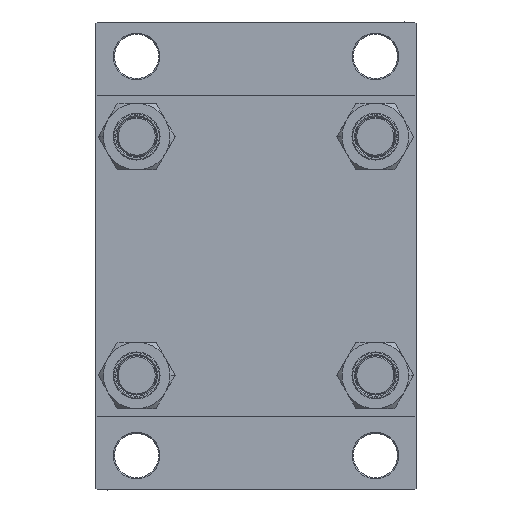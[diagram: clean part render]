
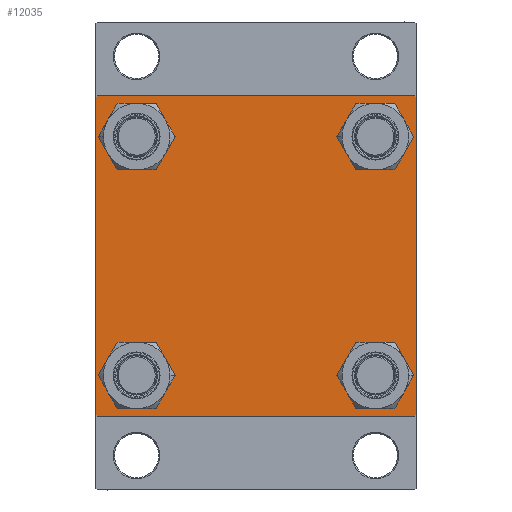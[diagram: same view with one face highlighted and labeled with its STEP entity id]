
A CAD part, left-side view. The second image highlights one B-rep face of the part: STEP entity #12035.
In plain terms, the highlighted planar face has unit normal (-1, 0, 0).
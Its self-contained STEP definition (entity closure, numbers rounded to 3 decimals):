
#14 = DIRECTION ( 'NONE',  ( 1., 0., 0. ) ) ;
#124 = VECTOR ( 'NONE', #38693, 1000. ) ;
#194 = VERTEX_POINT ( 'NONE', #31090 ) ;
#732 = CARTESIAN_POINT ( 'NONE',  ( 0., 64.5, 65. ) ) ;
#987 = VERTEX_POINT ( 'NONE', #38978 ) ;
#1251 = CARTESIAN_POINT ( 'NONE',  ( 0., -65., 64.5 ) ) ;
#1530 = VERTEX_POINT ( 'NONE', #9633 ) ;
#1628 = CARTESIAN_POINT ( 'NONE',  ( 0., -65., -64.5 ) ) ;
#2488 = VERTEX_POINT ( 'NONE', #9164 ) ;
#2818 = ORIENTED_EDGE ( 'NONE', *, *, #44915, .T. ) ;
#3163 = CARTESIAN_POINT ( 'NONE',  ( 0., -48.45, 48.45 ) ) ;
#3296 = DIRECTION ( 'NONE',  ( 0., 0., 1. ) ) ;
#3437 = EDGE_CURVE ( 'NONE', #987, #23754, #42112, .T. ) ;
#3640 = LINE ( 'NONE', #29224, #41914 ) ;
#4208 = VERTEX_POINT ( 'NONE', #1628 ) ;
#5090 = DIRECTION ( 'NONE',  ( 1., 0., 0. ) ) ;
#5305 = DIRECTION ( 'NONE',  ( 0., 0., 1. ) ) ;
#5329 = VERTEX_POINT ( 'NONE', #22162 ) ;
#5461 = LINE ( 'NONE', #17038, #16503 ) ;
#5923 = CARTESIAN_POINT ( 'NONE',  ( 0., -48.45, -56.95 ) ) ;
#6408 = EDGE_CURVE ( 'NONE', #46448, #1530, #9767, .T. ) ;
#6466 = EDGE_CURVE ( 'NONE', #38235, #36031, #34893, .T. ) ;
#6532 = AXIS2_PLACEMENT_3D ( 'NONE', #7394, #15748, #3296 ) ;
#6966 = EDGE_CURVE ( 'NONE', #2488, #5329, #17197, .T. ) ;
#7016 = EDGE_CURVE ( 'NONE', #30963, #38534, #34182, .T. ) ;
#7119 = ORIENTED_EDGE ( 'NONE', *, *, #29160, .F. ) ;
#7211 = VERTEX_POINT ( 'NONE', #16070 ) ;
#7394 = CARTESIAN_POINT ( 'NONE',  ( 0., -48.45, -48.45 ) ) ;
#7593 = DIRECTION ( 'NONE',  ( 0., 0., 1. ) ) ;
#7760 = ORIENTED_EDGE ( 'NONE', *, *, #24691, .T. ) ;
#8588 = VECTOR ( 'NONE', #46995, 1000. ) ;
#8875 = AXIS2_PLACEMENT_3D ( 'NONE', #42865, #32475, #17014 ) ;
#9028 = CARTESIAN_POINT ( 'NONE',  ( 0., 64.75, -64.75 ) ) ;
#9164 = CARTESIAN_POINT ( 'NONE',  ( 0., 48.45, 56.95 ) ) ;
#9223 = LINE ( 'NONE', #12603, #124 ) ;
#9633 = CARTESIAN_POINT ( 'NONE',  ( 0., -64.5, 65. ) ) ;
#9767 = LINE ( 'NONE', #16772, #21816 ) ;
#9901 = EDGE_CURVE ( 'NONE', #47616, #4208, #5461, .T. ) ;
#9913 = CARTESIAN_POINT ( 'NONE',  ( 0., -64.5, -65. ) ) ;
#10254 = VECTOR ( 'NONE', #44417, 1000. ) ;
#10698 = FACE_OUTER_BOUND ( 'NONE', #27545, .T. ) ;
#10837 = EDGE_CURVE ( 'NONE', #19817, #7211, #26604, .T. ) ;
#11377 = ORIENTED_EDGE ( 'NONE', *, *, #3437, .T. ) ;
#11943 = CIRCLE ( 'NONE', #8875, 8.5 ) ;
#12035 = ADVANCED_FACE ( 'NONE', ( #47386, #33401, #40638, #14304, #10698 ), #30009, .T. ) ;
#12339 = EDGE_CURVE ( 'NONE', #36031, #38235, #15823, .T. ) ;
#12603 = CARTESIAN_POINT ( 'NONE',  ( 0., 65., 65. ) ) ;
#13180 = ORIENTED_EDGE ( 'NONE', *, *, #7016, .T. ) ;
#14054 = AXIS2_PLACEMENT_3D ( 'NONE', #32713, #18220, #7593 ) ;
#14304 = FACE_BOUND ( 'NONE', #33168, .T. ) ;
#15100 = ORIENTED_EDGE ( 'NONE', *, *, #6408, .T. ) ;
#15239 = DIRECTION ( 'NONE',  ( 1., 0., 0. ) ) ;
#15266 = CARTESIAN_POINT ( 'NONE',  ( 0., 0., 0. ) ) ;
#15748 = DIRECTION ( 'NONE',  ( 1., 0., 0. ) ) ;
#15823 = CIRCLE ( 'NONE', #47439, 8.5 ) ;
#16070 = CARTESIAN_POINT ( 'NONE',  ( 0., 48.45, -39.95 ) ) ;
#16503 = VECTOR ( 'NONE', #27689, 1000. ) ;
#16643 = LINE ( 'NONE', #17358, #43573 ) ;
#16711 = EDGE_CURVE ( 'NONE', #194, #987, #35893, .T. ) ;
#16772 = CARTESIAN_POINT ( 'NONE',  ( 0., -64.75, 64.75 ) ) ;
#17014 = DIRECTION ( 'NONE',  ( 0., 0., 1. ) ) ;
#17018 = ORIENTED_EDGE ( 'NONE', *, *, #17376, .F. ) ;
#17038 = CARTESIAN_POINT ( 'NONE',  ( 0., -64.75, -64.75 ) ) ;
#17197 = CIRCLE ( 'NONE', #31065, 8.5 ) ;
#17358 = CARTESIAN_POINT ( 'NONE',  ( 0., -65., 65. ) ) ;
#17376 = EDGE_CURVE ( 'NONE', #27667, #1530, #9223, .T. ) ;
#18220 = DIRECTION ( 'NONE',  ( 1., 0., 0. ) ) ;
#18319 = DIRECTION ( 'NONE',  ( 0., 0., 1. ) ) ;
#19566 = DIRECTION ( 'NONE',  ( 1., 0., 0. ) ) ;
#19817 = VERTEX_POINT ( 'NONE', #30821 ) ;
#19822 = DIRECTION ( 'NONE',  ( 0., 0., 1. ) ) ;
#21469 = DIRECTION ( 'NONE',  ( 1., 0., 0. ) ) ;
#21750 = VECTOR ( 'NONE', #23781, 1000. ) ;
#21816 = VECTOR ( 'NONE', #24739, 1000. ) ;
#22162 = CARTESIAN_POINT ( 'NONE',  ( 0., 48.45, 39.95 ) ) ;
#22314 = CARTESIAN_POINT ( 'NONE',  ( 0., -48.45, 39.95 ) ) ;
#23754 = VERTEX_POINT ( 'NONE', #41965 ) ;
#23781 = DIRECTION ( 'NONE',  ( 0., -0.707, -0.707 ) ) ;
#24267 = CIRCLE ( 'NONE', #6532, 8.5 ) ;
#24292 = ORIENTED_EDGE ( 'NONE', *, *, #9901, .T. ) ;
#24691 = EDGE_CURVE ( 'NONE', #27667, #194, #44173, .T. ) ;
#24739 = DIRECTION ( 'NONE',  ( 0., 0.707, 0.707 ) ) ;
#24972 = EDGE_LOOP ( 'NONE', ( #41664, #28867 ) ) ;
#25138 = EDGE_LOOP ( 'NONE', ( #42932, #13180 ) ) ;
#26604 = CIRCLE ( 'NONE', #29702, 8.5 ) ;
#26657 = EDGE_CURVE ( 'NONE', #23754, #47616, #3640, .T. ) ;
#26843 = CARTESIAN_POINT ( 'NONE',  ( 0., 48.45, 48.45 ) ) ;
#27545 = EDGE_LOOP ( 'NONE', ( #33022, #11377, #35444, #24292, #7119, #15100, #17018, #7760 ) ) ;
#27667 = VERTEX_POINT ( 'NONE', #732 ) ;
#27689 = DIRECTION ( 'NONE',  ( 0., -0.707, 0.707 ) ) ;
#28744 = DIRECTION ( 'NONE',  ( 0., 0., 1. ) ) ;
#28867 = ORIENTED_EDGE ( 'NONE', *, *, #6466, .T. ) ;
#29160 = EDGE_CURVE ( 'NONE', #46448, #4208, #16643, .T. ) ;
#29224 = CARTESIAN_POINT ( 'NONE',  ( 0., 65., -65. ) ) ;
#29702 = AXIS2_PLACEMENT_3D ( 'NONE', #45151, #19566, #5305 ) ;
#30009 = PLANE ( 'NONE',  #41278 ) ;
#30307 = ORIENTED_EDGE ( 'NONE', *, *, #6966, .T. ) ;
#30320 = AXIS2_PLACEMENT_3D ( 'NONE', #38412, #5090, #19822 ) ;
#30821 = CARTESIAN_POINT ( 'NONE',  ( 0., 48.45, -56.95 ) ) ;
#30963 = VERTEX_POINT ( 'NONE', #5923 ) ;
#31065 = AXIS2_PLACEMENT_3D ( 'NONE', #26843, #15239, #45633 ) ;
#31071 = CARTESIAN_POINT ( 'NONE',  ( 0., -48.45, 56.95 ) ) ;
#31090 = CARTESIAN_POINT ( 'NONE',  ( 0., 65., 64.5 ) ) ;
#32475 = DIRECTION ( 'NONE',  ( 1., 0., 0. ) ) ;
#32713 = CARTESIAN_POINT ( 'NONE',  ( 0., -48.45, 48.45 ) ) ;
#33022 = ORIENTED_EDGE ( 'NONE', *, *, #16711, .T. ) ;
#33168 = EDGE_LOOP ( 'NONE', ( #30307, #2818 ) ) ;
#33401 = FACE_BOUND ( 'NONE', #25138, .T. ) ;
#34182 = CIRCLE ( 'NONE', #30320, 8.5 ) ;
#34893 = CIRCLE ( 'NONE', #14054, 8.5 ) ;
#35356 = CIRCLE ( 'NONE', #42281, 8.5 ) ;
#35444 = ORIENTED_EDGE ( 'NONE', *, *, #26657, .T. ) ;
#35893 = LINE ( 'NONE', #39287, #8588 ) ;
#36031 = VERTEX_POINT ( 'NONE', #31071 ) ;
#36493 = CARTESIAN_POINT ( 'NONE',  ( 0., -48.45, -39.95 ) ) ;
#37021 = DIRECTION ( 'NONE',  ( -1., 0., 0. ) ) ;
#37257 = DIRECTION ( 'NONE',  ( 0., 0., 1. ) ) ;
#37653 = CARTESIAN_POINT ( 'NONE',  ( 0., 64.75, 64.75 ) ) ;
#37708 = ORIENTED_EDGE ( 'NONE', *, *, #10837, .T. ) ;
#38022 = ORIENTED_EDGE ( 'NONE', *, *, #40927, .T. ) ;
#38235 = VERTEX_POINT ( 'NONE', #22314 ) ;
#38412 = CARTESIAN_POINT ( 'NONE',  ( 0., -48.45, -48.45 ) ) ;
#38534 = VERTEX_POINT ( 'NONE', #36493 ) ;
#38693 = DIRECTION ( 'NONE',  ( 0., -1., 0. ) ) ;
#38978 = CARTESIAN_POINT ( 'NONE',  ( 0., 65., -64.5 ) ) ;
#39287 = CARTESIAN_POINT ( 'NONE',  ( 0., 65., 65. ) ) ;
#39342 = DIRECTION ( 'NONE',  ( 0., 0., -1. ) ) ;
#40638 = FACE_BOUND ( 'NONE', #45349, .T. ) ;
#40927 = EDGE_CURVE ( 'NONE', #7211, #19817, #35356, .T. ) ;
#41278 = AXIS2_PLACEMENT_3D ( 'NONE', #15266, #37021, #37257 ) ;
#41664 = ORIENTED_EDGE ( 'NONE', *, *, #12339, .T. ) ;
#41914 = VECTOR ( 'NONE', #43710, 1000. ) ;
#41965 = CARTESIAN_POINT ( 'NONE',  ( 0., 64.5, -65. ) ) ;
#42112 = LINE ( 'NONE', #9028, #21750 ) ;
#42281 = AXIS2_PLACEMENT_3D ( 'NONE', #47038, #21469, #18319 ) ;
#42865 = CARTESIAN_POINT ( 'NONE',  ( 0., 48.45, 48.45 ) ) ;
#42932 = ORIENTED_EDGE ( 'NONE', *, *, #43592, .T. ) ;
#43573 = VECTOR ( 'NONE', #39342, 1000. ) ;
#43592 = EDGE_CURVE ( 'NONE', #38534, #30963, #24267, .T. ) ;
#43710 = DIRECTION ( 'NONE',  ( 0., -1., 0. ) ) ;
#44173 = LINE ( 'NONE', #37653, #10254 ) ;
#44417 = DIRECTION ( 'NONE',  ( 0., 0.707, -0.707 ) ) ;
#44915 = EDGE_CURVE ( 'NONE', #5329, #2488, #11943, .T. ) ;
#45151 = CARTESIAN_POINT ( 'NONE',  ( 0., 48.45, -48.45 ) ) ;
#45349 = EDGE_LOOP ( 'NONE', ( #38022, #37708 ) ) ;
#45633 = DIRECTION ( 'NONE',  ( 0., 0., 1. ) ) ;
#46448 = VERTEX_POINT ( 'NONE', #1251 ) ;
#46995 = DIRECTION ( 'NONE',  ( 0., 0., -1. ) ) ;
#47038 = CARTESIAN_POINT ( 'NONE',  ( 0., 48.45, -48.45 ) ) ;
#47386 = FACE_BOUND ( 'NONE', #24972, .T. ) ;
#47439 = AXIS2_PLACEMENT_3D ( 'NONE', #3163, #14, #28744 ) ;
#47616 = VERTEX_POINT ( 'NONE', #9913 ) ;
